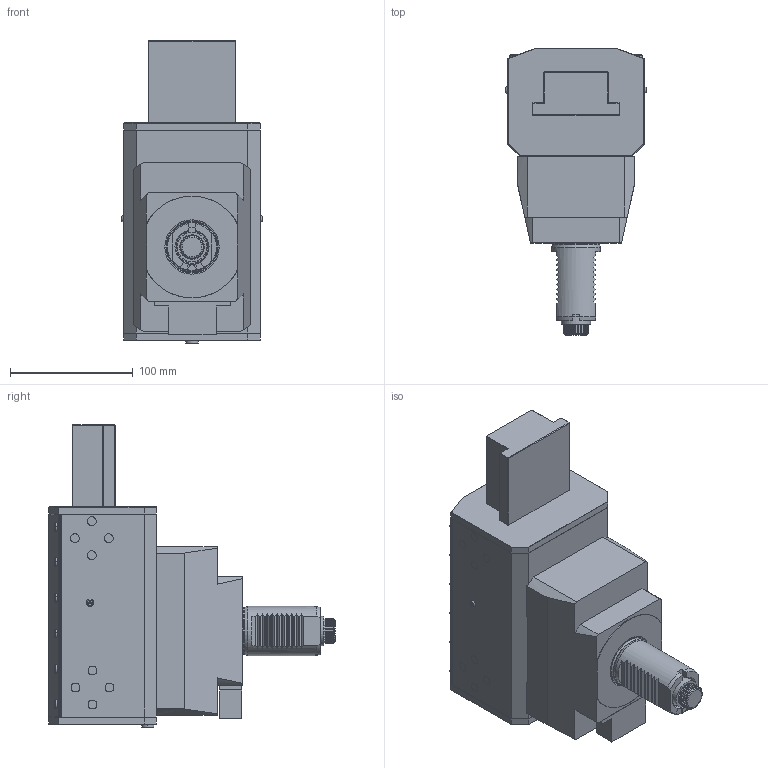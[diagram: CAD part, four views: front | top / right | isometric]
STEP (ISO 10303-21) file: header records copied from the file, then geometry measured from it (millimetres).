
FILE_DESCRIPTION (( 'STEP AP214' ), '1' );
FILE_NAME ('RRPSTRH40331US365.STEP', '2025-12-12T10:15:28', ( '' ), ( '' ), 'SwSTEP 2.0', 'SolidWorks 2023', '' );
FILE_SCHEMA (( 'AUTOMOTIVE_DESIGN' ));
Length unit declared in the file: millimetre
Products named in the file (1): RRPSTRH40331US365
Bounding box: 114.6 x 233 x 246.47 mm (x, y, z)
Volume: 2665514.4 mm3; surface area: 146645.3 mm2
Topology: 1 solids, 3 shells, 912 faces, 2383 edges, 1552 vertices
Faces by surface type: plane 582, cylinder 132, bspline 131, cone 32, torus 31, sphere 4
Full cylindrical faces by diameter (mm): 1.7 x1, 2.1 x1, 6.366 x1, 23.9 x1, 38.7 x1, 40 x1
Entity records: 38987 total; most frequent: CARTESIAN_POINT 14004, ORIENTED_EDGE 4732, DIRECTION 3653, EDGE_CURVE 2366, VERTEX_POINT 1548, VECTOR 1459, LINE 1459, AXIS2_PLACEMENT_3D 1097
